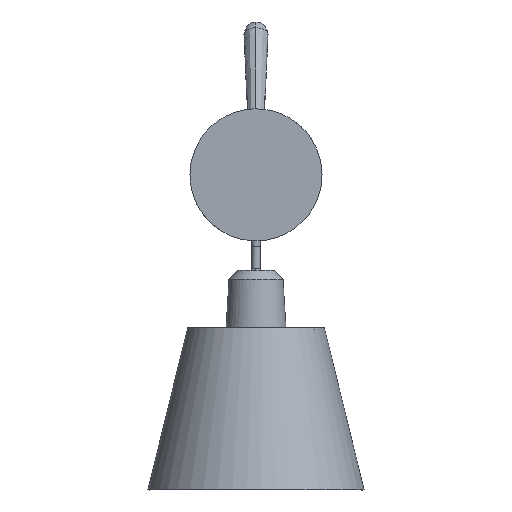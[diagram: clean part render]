
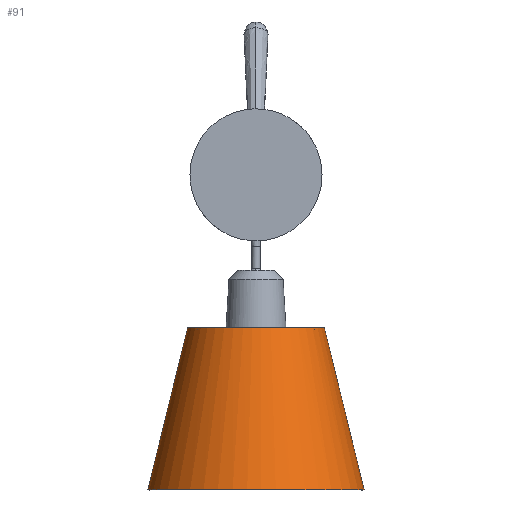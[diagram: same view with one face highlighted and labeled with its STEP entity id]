
A CAD part, left-side view. The second image highlights one B-rep face of the part: STEP entity #91.
In plain terms, the highlighted free-form (B-spline) face has degree [2, 1] with [5, 2] control points.
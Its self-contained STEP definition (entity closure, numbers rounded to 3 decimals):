
#91=ADVANCED_FACE($,(#211),#1262,.T.);
#211=FACE_OUTER_BOUND($,#327,.T.);
#327=EDGE_LOOP($,(#676,#677,#678,#679));
#676=ORIENTED_EDGE($,*,*,#963,.F.);
#677=ORIENTED_EDGE($,*,*,#977,.T.);
#678=ORIENTED_EDGE($,*,*,#955,.F.);
#679=ORIENTED_EDGE($,*,*,#978,.T.);
#955=EDGE_CURVE($,#1133,#1134,#1444,.T.);
#963=EDGE_CURVE($,#1138,#1139,#1450,.T.);
#977=EDGE_CURVE($,#1138,#1134,#1460,.T.);
#978=EDGE_CURVE($,#1133,#1139,#1461,.T.);
#1133=VERTEX_POINT($,#5242);
#1134=VERTEX_POINT($,#5243);
#1138=VERTEX_POINT($,#5247);
#1139=VERTEX_POINT($,#5248);
#1262=(
BOUNDED_SURFACE()
B_SPLINE_SURFACE(2,1,((#5156,#5157),(#5158,#5159),(#5160,#5161),(#5162,#5163),
(#5164,#5165)),.UNSPECIFIED.,.F.,.F.,.F.)
B_SPLINE_SURFACE_WITH_KNOTS((3,2,3),(2,2),(0.,180.,360.),(0.,142.913),
.UNSPECIFIED.)
GEOMETRIC_REPRESENTATION_ITEM()
RATIONAL_B_SPLINE_SURFACE(((1.,1.),(0.707,0.707),
(1.,1.),(0.707,0.707),(1.,1.)))
REPRESENTATION_ITEM($)
SURFACE()
);
#1444=(
BOUNDED_CURVE()
B_SPLINE_CURVE(2,(#4842,#4843,#4844,#4845,#4846),.UNSPECIFIED.,.F.,.F.)
B_SPLINE_CURVE_WITH_KNOTS((3,2,3),(-360.,-180.,0.),.UNSPECIFIED.)
CURVE()
GEOMETRIC_REPRESENTATION_ITEM()
RATIONAL_B_SPLINE_CURVE((1.,0.707,1.,0.707,1.))
REPRESENTATION_ITEM($)
);
#1450=(
BOUNDED_CURVE()
B_SPLINE_CURVE(2,(#4876,#4877,#4878,#4879,#4880),.UNSPECIFIED.,.F.,.F.)
B_SPLINE_CURVE_WITH_KNOTS((3,2,3),(0.,1.571,3.142),
.UNSPECIFIED.)
CURVE()
GEOMETRIC_REPRESENTATION_ITEM()
RATIONAL_B_SPLINE_CURVE((1.,0.707,1.,0.707,1.))
REPRESENTATION_ITEM($)
);
#1460=(
BOUNDED_CURVE()
B_SPLINE_CURVE(1,(#4955,#4956),.UNSPECIFIED.,.F.,.F.)
B_SPLINE_CURVE_WITH_KNOTS((2,2),(0.,142.913),.UNSPECIFIED.)
CURVE()
GEOMETRIC_REPRESENTATION_ITEM()
RATIONAL_B_SPLINE_CURVE((1.,1.))
REPRESENTATION_ITEM($)
);
#1461=(
BOUNDED_CURVE()
B_SPLINE_CURVE(1,(#4957,#4958),.UNSPECIFIED.,.F.,.F.)
B_SPLINE_CURVE_WITH_KNOTS((2,2),(-142.913,0.),.UNSPECIFIED.)
CURVE()
GEOMETRIC_REPRESENTATION_ITEM()
RATIONAL_B_SPLINE_CURVE((1.,1.))
REPRESENTATION_ITEM($)
);
#4842=CARTESIAN_POINT($,(245.071,-90.,-262.25));
#4843=CARTESIAN_POINT($,(155.071,-90.,-262.25));
#4844=CARTESIAN_POINT($,(155.071,0.,-262.25));
#4845=CARTESIAN_POINT($,(155.071,90.,-262.25));
#4846=CARTESIAN_POINT($,(245.071,90.,-262.25));
#4876=CARTESIAN_POINT($,(245.071,56.841,-127.25));
#4877=CARTESIAN_POINT($,(188.231,56.841,-127.25));
#4878=CARTESIAN_POINT($,(188.231,0.,-127.25));
#4879=CARTESIAN_POINT($,(188.231,-56.841,-127.25));
#4880=CARTESIAN_POINT($,(245.071,-56.841,-127.25));
#4955=CARTESIAN_POINT($,(245.071,56.841,-127.25));
#4956=CARTESIAN_POINT($,(245.071,90.,-262.25));
#4957=CARTESIAN_POINT($,(245.071,-90.,-262.25));
#4958=CARTESIAN_POINT($,(245.071,-56.841,-127.25));
#5156=CARTESIAN_POINT($,(245.071,-56.841,-127.25));
#5157=CARTESIAN_POINT($,(245.071,-90.,-262.25));
#5158=CARTESIAN_POINT($,(188.231,-56.841,-127.25));
#5159=CARTESIAN_POINT($,(155.071,-90.,-262.25));
#5160=CARTESIAN_POINT($,(188.231,0.,-127.25));
#5161=CARTESIAN_POINT($,(155.071,0.,-262.25));
#5162=CARTESIAN_POINT($,(188.231,56.841,-127.25));
#5163=CARTESIAN_POINT($,(155.071,90.,-262.25));
#5164=CARTESIAN_POINT($,(245.071,56.841,-127.25));
#5165=CARTESIAN_POINT($,(245.071,90.,-262.25));
#5242=CARTESIAN_POINT($,(245.071,-90.,-262.25));
#5243=CARTESIAN_POINT($,(245.071,90.,-262.25));
#5247=CARTESIAN_POINT($,(245.071,56.841,-127.25));
#5248=CARTESIAN_POINT($,(245.071,-56.841,-127.25));
